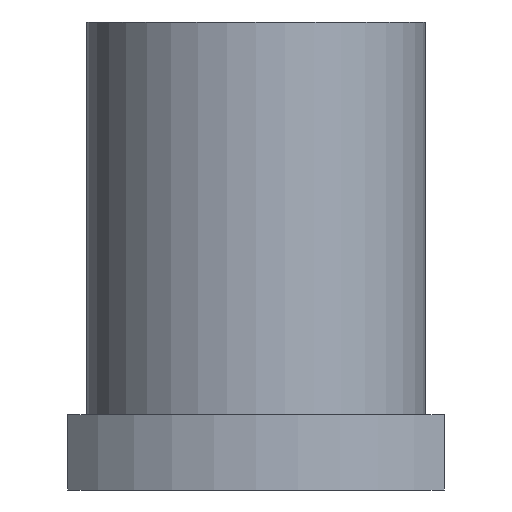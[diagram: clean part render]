
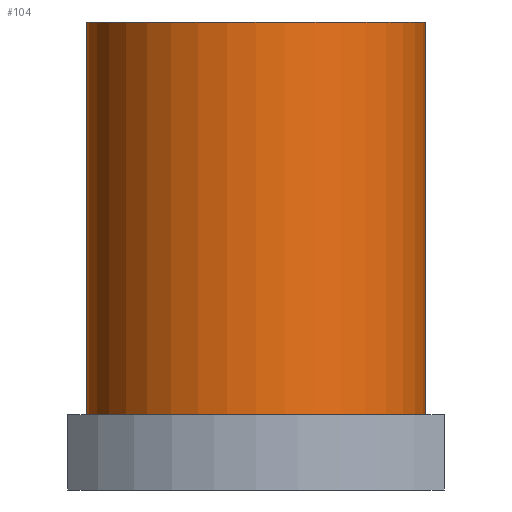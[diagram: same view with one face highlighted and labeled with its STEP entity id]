
A CAD part, front view. The second image highlights one B-rep face of the part: STEP entity #104.
In plain terms, the highlighted cylindrical face has radius 31.5 mm (diameter 63 mm), a full revolution.
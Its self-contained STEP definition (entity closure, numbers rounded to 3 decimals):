
#104=ADVANCED_FACE('',(#138,#139),#124,.T.);
#124=CYLINDRICAL_SURFACE('',#435,31.5);
#138=FACE_BOUND('',#195,.T.);
#139=FACE_BOUND('',#196,.T.);
#195=EDGE_LOOP('',(#268));
#196=EDGE_LOOP('',(#269));
#268=ORIENTED_EDGE('',*,*,#372,.F.);
#269=ORIENTED_EDGE('',*,*,#373,.T.);
#340=VERTEX_POINT('',#648);
#341=VERTEX_POINT('',#650);
#372=EDGE_CURVE('',#340,#340,#405,.T.);
#373=EDGE_CURVE('',#341,#341,#406,.T.);
#405=CIRCLE('',#433,31.5);
#406=CIRCLE('',#434,31.5);
#433=AXIS2_PLACEMENT_3D('',#647,#486,#487);
#434=AXIS2_PLACEMENT_3D('',#649,#488,#489);
#435=AXIS2_PLACEMENT_3D('',#651,#490,#491);
#486=DIRECTION('',(0.,0.,-1.));
#487=DIRECTION('',(1.,0.,0.));
#488=DIRECTION('',(0.,0.,-1.));
#489=DIRECTION('',(1.,0.,0.));
#490=DIRECTION('',(0.,0.,-1.));
#491=DIRECTION('',(-1.,0.,0.));
#647=CARTESIAN_POINT('',(0.,0.,14.));
#648=CARTESIAN_POINT('',(31.5,0.,14.));
#649=CARTESIAN_POINT('',(0.,0.,87.));
#650=CARTESIAN_POINT('',(31.5,0.,87.));
#651=CARTESIAN_POINT('',(0.,0.,87.));
